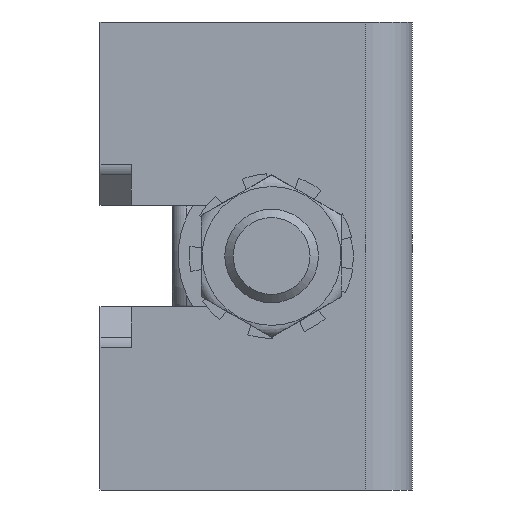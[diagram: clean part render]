
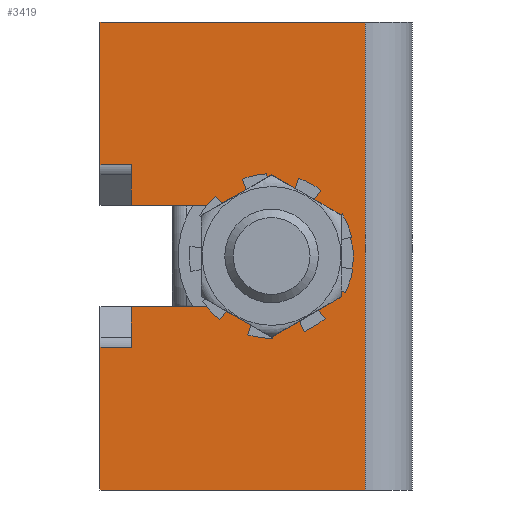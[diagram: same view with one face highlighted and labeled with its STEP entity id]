
A CAD part, front view. The second image highlights one B-rep face of the part: STEP entity #3419.
In plain terms, the highlighted planar face has unit normal (0, -1, 0).
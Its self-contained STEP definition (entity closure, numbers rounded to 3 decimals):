
#243=PLANE('',#3924);
#337=FACE_OUTER_BOUND('',#525,.T.);
#525=EDGE_LOOP('',(#2376,#2377,#2378,#2379,#2380,#2381,#2382,#2383,#2384,
#2385,#2386,#2387));
#727=LINE('',#5527,#986);
#732=LINE('',#5538,#991);
#743=LINE('',#5563,#1002);
#755=LINE('',#5590,#1014);
#756=LINE('',#5594,#1015);
#757=LINE('',#5596,#1016);
#758=LINE('',#5598,#1017);
#759=LINE('',#5600,#1018);
#760=LINE('',#5602,#1019);
#761=LINE('',#5604,#1020);
#762=LINE('',#5605,#1021);
#986=VECTOR('',#4369,10.);
#991=VECTOR('',#4378,10.);
#1002=VECTOR('',#4399,10.);
#1014=VECTOR('',#4421,10.);
#1015=VECTOR('',#4424,10.);
#1016=VECTOR('',#4425,10.);
#1017=VECTOR('',#4426,10.);
#1018=VECTOR('',#4427,10.);
#1019=VECTOR('',#4428,10.);
#1020=VECTOR('',#4429,10.);
#1021=VECTOR('',#4430,10.);
#1249=CIRCLE('',#3925,6.5);
#1467=VERTEX_POINT('',#5520);
#1470=VERTEX_POINT('',#5525);
#1474=VERTEX_POINT('',#5537);
#1483=VERTEX_POINT('',#5561);
#1493=VERTEX_POINT('',#5589);
#1494=VERTEX_POINT('',#5591);
#1495=VERTEX_POINT('',#5593);
#1496=VERTEX_POINT('',#5595);
#1497=VERTEX_POINT('',#5597);
#1498=VERTEX_POINT('',#5599);
#1499=VERTEX_POINT('',#5601);
#1500=VERTEX_POINT('',#5603);
#1818=EDGE_CURVE('',#1470,#1467,#727,.T.);
#1823=EDGE_CURVE('',#1467,#1474,#732,.T.);
#1836=EDGE_CURVE('',#1483,#1470,#743,.T.);
#1849=EDGE_CURVE('',#1483,#1493,#755,.T.);
#1850=EDGE_CURVE('',#1493,#1494,#1249,.T.);
#1851=EDGE_CURVE('',#1494,#1495,#756,.T.);
#1852=EDGE_CURVE('',#1496,#1495,#757,.T.);
#1853=EDGE_CURVE('',#1497,#1496,#758,.T.);
#1854=EDGE_CURVE('',#1498,#1497,#759,.T.);
#1855=EDGE_CURVE('',#1499,#1498,#760,.T.);
#1856=EDGE_CURVE('',#1499,#1500,#761,.T.);
#1857=EDGE_CURVE('',#1500,#1474,#762,.T.);
#2376=ORIENTED_EDGE('',*,*,#1836,.F.);
#2377=ORIENTED_EDGE('',*,*,#1849,.T.);
#2378=ORIENTED_EDGE('',*,*,#1850,.T.);
#2379=ORIENTED_EDGE('',*,*,#1851,.T.);
#2380=ORIENTED_EDGE('',*,*,#1852,.F.);
#2381=ORIENTED_EDGE('',*,*,#1853,.F.);
#2382=ORIENTED_EDGE('',*,*,#1854,.F.);
#2383=ORIENTED_EDGE('',*,*,#1855,.F.);
#2384=ORIENTED_EDGE('',*,*,#1856,.T.);
#2385=ORIENTED_EDGE('',*,*,#1857,.T.);
#2386=ORIENTED_EDGE('',*,*,#1823,.F.);
#2387=ORIENTED_EDGE('',*,*,#1818,.F.);
#3419=ADVANCED_FACE('',(#337),#243,.T.);
#3924=AXIS2_PLACEMENT_3D('',#5588,#4419,#4420);
#3925=AXIS2_PLACEMENT_3D('',#5592,#4422,#4423);
#4369=DIRECTION('',(-1.,0.,0.));
#4378=DIRECTION('',(0.,0.,1.));
#4399=DIRECTION('',(0.,0.,1.));
#4419=DIRECTION('center_axis',(0.,-1.,0.));
#4420=DIRECTION('ref_axis',(0.,0.,-1.));
#4421=DIRECTION('',(1.,0.,0.));
#4422=DIRECTION('center_axis',(0.,1.,0.));
#4423=DIRECTION('ref_axis',(0.,0.,-1.));
#4424=DIRECTION('',(-1.,0.,0.));
#4425=DIRECTION('',(0.,0.,1.));
#4426=DIRECTION('',(1.,0.,0.));
#4427=DIRECTION('',(0.,0.,1.));
#4428=DIRECTION('',(-1.,0.,0.));
#4429=DIRECTION('',(0.,0.,1.));
#4430=DIRECTION('',(-1.,0.,0.));
#5520=CARTESIAN_POINT('',(243.225,184.647,41.73));
#5525=CARTESIAN_POINT('',(247.225,184.647,41.73));
#5527=CARTESIAN_POINT('',(260.225,184.647,41.73));
#5537=CARTESIAN_POINT('',(243.225,184.647,60.));
#5538=CARTESIAN_POINT('',(243.225,184.647,0.));
#5561=CARTESIAN_POINT('',(247.225,184.647,36.5));
#5563=CARTESIAN_POINT('',(247.225,184.647,23.923));
#5588=CARTESIAN_POINT('Origin',(277.225,184.647,0.));
#5589=CARTESIAN_POINT('',(269.225,184.647,36.5));
#5590=CARTESIAN_POINT('',(273.225,184.647,36.5));
#5591=CARTESIAN_POINT('',(269.225,184.647,23.5));
#5592=CARTESIAN_POINT('Origin',(269.225,184.647,30.));
#5593=CARTESIAN_POINT('',(247.225,184.647,23.5));
#5594=CARTESIAN_POINT('',(260.225,184.647,23.5));
#5595=CARTESIAN_POINT('',(247.225,184.647,18.27));
#5596=CARTESIAN_POINT('',(247.225,184.647,6.077));
#5597=CARTESIAN_POINT('',(243.225,184.647,18.27));
#5598=CARTESIAN_POINT('',(260.225,184.647,18.27));
#5599=CARTESIAN_POINT('',(243.225,184.647,0.));
#5600=CARTESIAN_POINT('',(243.225,184.647,0.));
#5601=CARTESIAN_POINT('',(277.225,184.647,0.));
#5602=CARTESIAN_POINT('',(277.225,184.647,0.));
#5603=CARTESIAN_POINT('',(277.225,184.647,60.));
#5604=CARTESIAN_POINT('',(277.225,184.647,0.));
#5605=CARTESIAN_POINT('',(277.225,184.647,60.));
